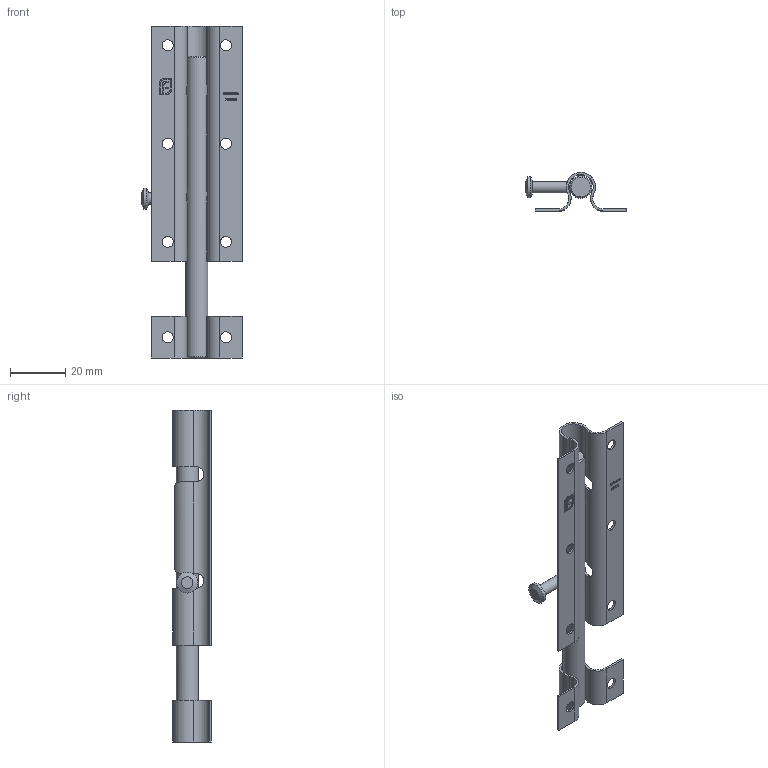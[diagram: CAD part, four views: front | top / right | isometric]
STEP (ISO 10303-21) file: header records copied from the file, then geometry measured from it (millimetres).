
FILE_DESCRIPTION (( 'STEP AP203' ), '1' );
FILE_NAME ('700-120.step', '2024-11-25T08:36:55', ( '' ), ( '' ), 'SwSTEP 2.0', 'SolidWorks 2018', '' );
FILE_SCHEMA (( 'CONFIG_CONTROL_DESIGN' ));
Length unit declared in the file: millimetre
Products named in the file (4): 700-120; 700-XXX Teil3_700-XXX Teil3; 700-XXX Teil2_700-120 Teil2; 700-XXX Teil1_700-120 Teil1
Assembly tree (3 placements, depth 2):
  700-120
    700-XXX Teil1_700-120 Teil1
    700-XXX Teil2_700-120 Teil2
    700-XXX Teil3_700-XXX Teil3
Bounding box: 36.5 x 14 x 120 mm (x, y, z)
Volume: 9580.8 mm3; surface area: 13443.1 mm2
Topology: 4 solids, 4 shells, 293 faces, 790 edges, 525 vertices
Faces by surface type: plane 146, bspline 101, cylinder 42, cone 4
Full cylindrical faces by diameter (mm): 4 x8, 4.2 x2, 7.6 x1, 8 x1
Entity records: 15209 total; most frequent: CARTESIAN_POINT 8145, ORIENTED_EDGE 1548, DIRECTION 1011, EDGE_CURVE 774, VERTEX_POINT 525, VECTOR 469, LINE 469, EDGE_LOOP 349
